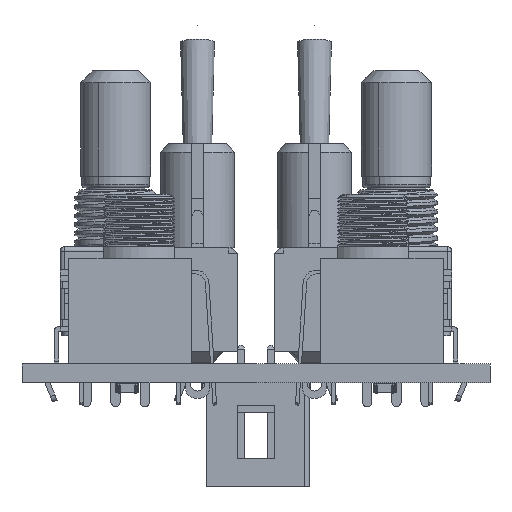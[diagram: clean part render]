
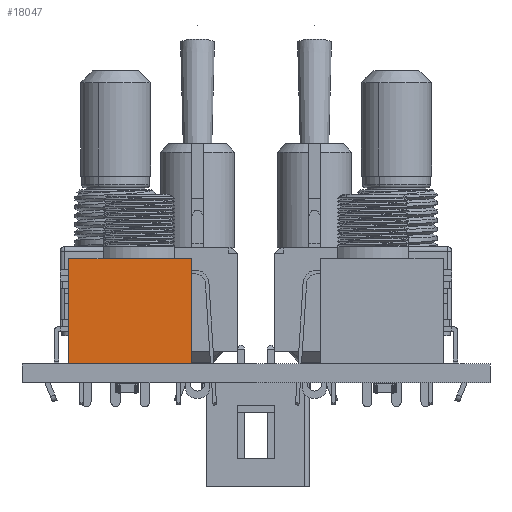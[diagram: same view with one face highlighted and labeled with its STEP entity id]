
A CAD part, front view. The second image highlights one B-rep face of the part: STEP entity #18047.
In plain terms, the highlighted face is planar.
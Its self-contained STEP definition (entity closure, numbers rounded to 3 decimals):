
#18047 = ADVANCED_FACE('',(#18048),#18082,.F.);
#18048 = FACE_BOUND('',#18049,.T.);
#18049 = EDGE_LOOP('',(#18050,#18060,#18068,#18076));
#18050 = ORIENTED_EDGE('',*,*,#18051,.T.);
#18051 = EDGE_CURVE('',#18052,#18054,#18056,.T.);
#18052 = VERTEX_POINT('',#18053);
#18053 = CARTESIAN_POINT('',(-4.5,5.25,0.));
#18054 = VERTEX_POINT('',#18055);
#18055 = CARTESIAN_POINT('',(-4.5,-5.25,0.));
#18056 = LINE('',#18057,#18058);
#18057 = CARTESIAN_POINT('',(-4.5,5.25,0.));
#18058 = VECTOR('',#18059,1.);
#18059 = DIRECTION('',(0.,-1.,0.));
#18060 = ORIENTED_EDGE('',*,*,#18061,.F.);
#18061 = EDGE_CURVE('',#18062,#18054,#18064,.T.);
#18062 = VERTEX_POINT('',#18063);
#18063 = CARTESIAN_POINT('',(-4.5,-5.25,9.));
#18064 = LINE('',#18065,#18066);
#18065 = CARTESIAN_POINT('',(-4.5,-5.25,9.));
#18066 = VECTOR('',#18067,1.);
#18067 = DIRECTION('',(0.,0.,-1.));
#18068 = ORIENTED_EDGE('',*,*,#18069,.F.);
#18069 = EDGE_CURVE('',#18070,#18062,#18072,.T.);
#18070 = VERTEX_POINT('',#18071);
#18071 = CARTESIAN_POINT('',(-4.5,5.25,9.));
#18072 = LINE('',#18073,#18074);
#18073 = CARTESIAN_POINT('',(-4.5,5.25,9.));
#18074 = VECTOR('',#18075,1.);
#18075 = DIRECTION('',(0.,-1.,0.));
#18076 = ORIENTED_EDGE('',*,*,#18077,.T.);
#18077 = EDGE_CURVE('',#18070,#18052,#18078,.T.);
#18078 = LINE('',#18079,#18080);
#18079 = CARTESIAN_POINT('',(-4.5,5.25,9.));
#18080 = VECTOR('',#18081,1.);
#18081 = DIRECTION('',(0.,0.,-1.));
#18082 = PLANE('',#18083);
#18083 = AXIS2_PLACEMENT_3D('',#18084,#18085,#18086);
#18084 = CARTESIAN_POINT('',(-4.5,5.25,9.));
#18085 = DIRECTION('',(1.,0.,0.));
#18086 = DIRECTION('',(0.,0.,-1.));
